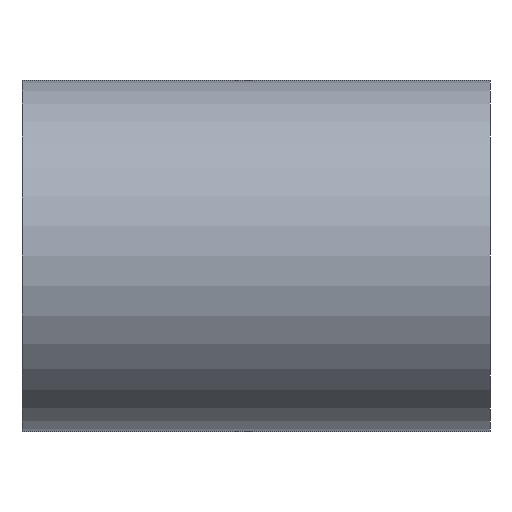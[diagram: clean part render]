
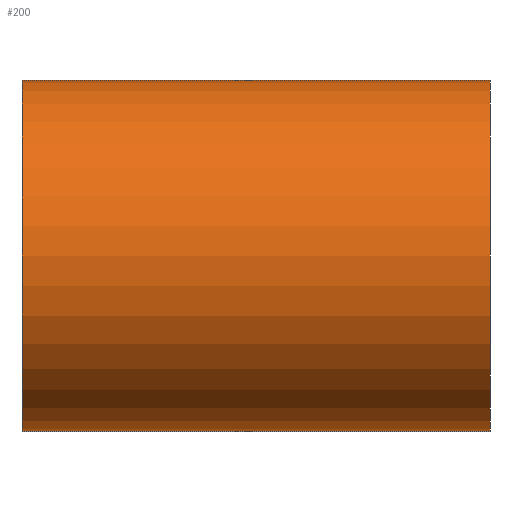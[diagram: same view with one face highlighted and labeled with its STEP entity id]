
A CAD part, front view. The second image highlights one B-rep face of the part: STEP entity #200.
In plain terms, the highlighted cylindrical face has radius 4.763 mm (diameter 9.525 mm), a partial arc.
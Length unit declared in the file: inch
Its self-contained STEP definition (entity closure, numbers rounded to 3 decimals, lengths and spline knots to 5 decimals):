
#8 = LINE ( 'NONE', #86, #95 ) ;
#12 = ORIENTED_EDGE ( 'NONE', *, *, #28, .T. ) ;
#17 = DIRECTION ( 'NONE',  ( -1., 0., 0. ) ) ;
#28 = EDGE_CURVE ( 'NONE', #49, #224, #130, .T. ) ;
#29 = FACE_OUTER_BOUND ( 'NONE', #186, .T. ) ;
#31 = CIRCLE ( 'NONE', #213, 0.1875 ) ;
#36 = AXIS2_PLACEMENT_3D ( 'NONE', #37, #50, #167 ) ;
#37 = CARTESIAN_POINT ( 'NONE',  ( 0.25, 0., 0. ) ) ;
#49 = VERTEX_POINT ( 'NONE', #221 ) ;
#50 = DIRECTION ( 'NONE',  ( -1., 0., 0. ) ) ;
#51 = CARTESIAN_POINT ( 'NONE',  ( -0.25, 0., 0.1875 ) ) ;
#52 = EDGE_CURVE ( 'NONE', #239, #49, #208, .T. ) ;
#57 = ORIENTED_EDGE ( 'NONE', *, *, #100, .F. ) ;
#77 = ORIENTED_EDGE ( 'NONE', *, *, #52, .T. ) ;
#86 = CARTESIAN_POINT ( 'NONE',  ( -0.25, 0., -0.1875 ) ) ;
#91 = VERTEX_POINT ( 'NONE', #242 ) ;
#95 = VECTOR ( 'NONE', #229, 39.37008 ) ;
#98 = CARTESIAN_POINT ( 'NONE',  ( -0.25, 0., 0. ) ) ;
#100 = EDGE_CURVE ( 'NONE', #91, #224, #31, .T. ) ;
#108 = DIRECTION ( 'NONE',  ( -1., 0., 0. ) ) ;
#130 = LINE ( 'NONE', #247, #251 ) ;
#146 = DIRECTION ( 'NONE',  ( 0., 0., 1. ) ) ;
#161 = ORIENTED_EDGE ( 'NONE', *, *, #185, .F. ) ;
#162 = CYLINDRICAL_SURFACE ( 'NONE', #198, 0.1875 ) ;
#167 = DIRECTION ( 'NONE',  ( 0., 0., 1. ) ) ;
#184 = CARTESIAN_POINT ( 'NONE',  ( 0.25, 0., -0.1875 ) ) ;
#185 = EDGE_CURVE ( 'NONE', #239, #91, #8, .T. ) ;
#186 = EDGE_LOOP ( 'NONE', ( #161, #77, #12, #57 ) ) ;
#198 = AXIS2_PLACEMENT_3D ( 'NONE', #98, #17, #146 ) ;
#200 = ADVANCED_FACE ( 'NONE', ( #29 ), #162, .T. ) ;
#206 = DIRECTION ( 'NONE',  ( -1., 0., 0. ) ) ;
#208 = CIRCLE ( 'NONE', #36, 0.1875 ) ;
#213 = AXIS2_PLACEMENT_3D ( 'NONE', #219, #108, #243 ) ;
#219 = CARTESIAN_POINT ( 'NONE',  ( -0.25, 0., 0. ) ) ;
#221 = CARTESIAN_POINT ( 'NONE',  ( 0.25, 0., 0.1875 ) ) ;
#224 = VERTEX_POINT ( 'NONE', #51 ) ;
#229 = DIRECTION ( 'NONE',  ( -1., 0., 0. ) ) ;
#239 = VERTEX_POINT ( 'NONE', #184 ) ;
#242 = CARTESIAN_POINT ( 'NONE',  ( -0.25, 0., -0.1875 ) ) ;
#243 = DIRECTION ( 'NONE',  ( 0., 0., 1. ) ) ;
#247 = CARTESIAN_POINT ( 'NONE',  ( -0.25, 0., 0.1875 ) ) ;
#251 = VECTOR ( 'NONE', #206, 39.37008 ) ;
